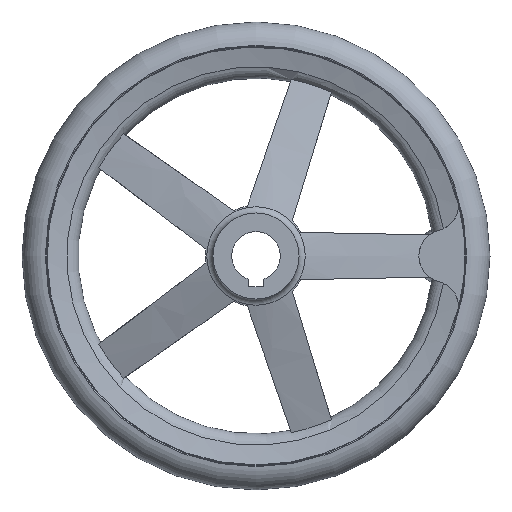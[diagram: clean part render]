
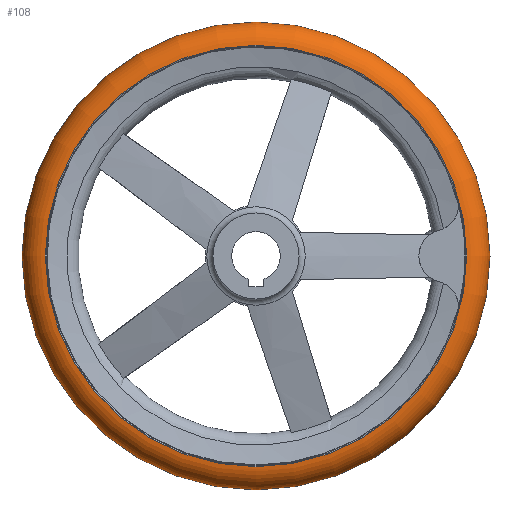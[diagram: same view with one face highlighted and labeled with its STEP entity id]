
A CAD part, front view. The second image highlights one B-rep face of the part: STEP entity #108.
In plain terms, the highlighted toroidal (fillet/blend) face has major radius 112 mm and minor radius 13 mm.
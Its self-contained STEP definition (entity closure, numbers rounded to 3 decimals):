
#108 = ADVANCED_FACE( '', ( #251, #252, #253 ), #254, .T. );
#251 = FACE_BOUND( '', #440, .T. );
#252 = FACE_OUTER_BOUND( '', #441, .T. );
#253 = FACE_OUTER_BOUND( '', #442, .T. );
#254 = TOROIDAL_SURFACE( '', #443, 112., 13. );
#440 = VERTEX_LOOP( '', #765 );
#441 = EDGE_LOOP( '', ( #766 ) );
#442 = EDGE_LOOP( '', ( #767 ) );
#443 = AXIS2_PLACEMENT_3D( '', #768, #769, #770 );
#765 = VERTEX_POINT( '', #1168 );
#766 = ORIENTED_EDGE( '', *, *, #1098, .T. );
#767 = ORIENTED_EDGE( '', *, *, #1116, .F. );
#768 = CARTESIAN_POINT( '', ( 0., 37., 0. ) );
#769 = DIRECTION( '', ( 0., -1., 0. ) );
#770 = DIRECTION( '', ( 0., 0., -1. ) );
#1098 = EDGE_CURVE( '', #1305, #1305, #1306, .T. );
#1116 = EDGE_CURVE( '', #1336, #1336, #1337, .T. );
#1168 = CARTESIAN_POINT( '', ( 0., 37., -125. ) );
#1305 = VERTEX_POINT( '', #1628 );
#1306 = CIRCLE( '', #1629, 112.542 );
#1336 = VERTEX_POINT( '', #1746 );
#1337 = CIRCLE( '', #1747, 112.542 );
#1628 = CARTESIAN_POINT( '', ( 0., 49.989, -112.542 ) );
#1629 = AXIS2_PLACEMENT_3D( '', #2440, #2441, #2442 );
#1746 = CARTESIAN_POINT( '', ( 0., 24.011, -112.542 ) );
#1747 = AXIS2_PLACEMENT_3D( '', #2447, #2448, #2449 );
#2440 = CARTESIAN_POINT( '', ( 0., 49.989, 0. ) );
#2441 = DIRECTION( '', ( 0., -1., 0. ) );
#2442 = DIRECTION( '', ( 0., 0., -1. ) );
#2447 = CARTESIAN_POINT( '', ( 0., 24.011, 0. ) );
#2448 = DIRECTION( '', ( 0., -1., 0. ) );
#2449 = DIRECTION( '', ( 0., 0., -1. ) );
